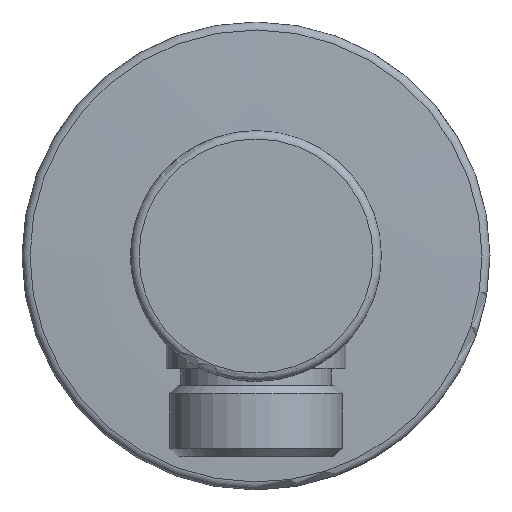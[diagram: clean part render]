
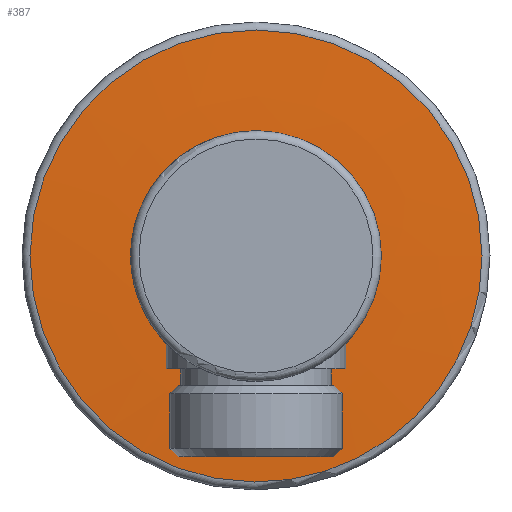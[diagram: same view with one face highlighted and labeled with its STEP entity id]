
A CAD part, front view. The second image highlights one B-rep face of the part: STEP entity #387.
In plain terms, the highlighted free-form (B-spline) face has degree [2, 2] with [3, 9] control points.
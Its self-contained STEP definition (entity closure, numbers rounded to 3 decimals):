
#29=(
BOUNDED_SURFACE()
B_SPLINE_SURFACE(2,2,((#809,#810,#811,#812,#813,#814,#815,#816,#817),(#818,
#819,#820,#821,#822,#823,#824,#825,#826),(#827,#828,#829,#830,#831,#832,
#833,#834,#835)),.UNSPECIFIED.,.F.,.T.,.F.)
B_SPLINE_SURFACE_WITH_KNOTS((3,3),(3,2,2,2,3),(1.527,1.558),
(-3.142,-1.571,0.,1.571,3.142),
 .UNSPECIFIED.)
GEOMETRIC_REPRESENTATION_ITEM()
RATIONAL_B_SPLINE_SURFACE(((1.,0.707,1.,0.707,1.,
0.707,1.,0.707,1.),(1.,0.707,
1.,0.707,1.,0.707,
1.,0.707,1.),(1.,0.707,
1.,0.707,1.,0.707,1.,0.707,1.)))
REPRESENTATION_ITEM('')
SURFACE()
);
#104=FACE_OUTER_BOUND('',#133,.T.);
#133=EDGE_LOOP('',(#337,#338,#339,#340,#341,#342));
#164=CIRCLE('',#493,27.044);
#165=CIRCLE('',#494,27.044);
#166=CIRCLE('',#495,11.312);
#167=CIRCLE('',#496,11.312);
#168=CIRCLE('',#497,500.);
#199=VERTEX_POINT('',#804);
#200=VERTEX_POINT('',#806);
#201=VERTEX_POINT('',#836);
#202=VERTEX_POINT('',#837);
#246=EDGE_CURVE('',#200,#199,#164,.T.);
#247=EDGE_CURVE('',#199,#200,#165,.T.);
#248=EDGE_CURVE('',#201,#202,#166,.T.);
#249=EDGE_CURVE('',#202,#201,#167,.T.);
#250=EDGE_CURVE('',#201,#200,#168,.T.);
#337=ORIENTED_EDGE('',*,*,#248,.T.);
#338=ORIENTED_EDGE('',*,*,#249,.T.);
#339=ORIENTED_EDGE('',*,*,#250,.T.);
#340=ORIENTED_EDGE('',*,*,#246,.T.);
#341=ORIENTED_EDGE('',*,*,#247,.T.);
#342=ORIENTED_EDGE('',*,*,#250,.F.);
#387=ADVANCED_FACE('',(#104),#29,.F.);
#493=AXIS2_PLACEMENT_3D('',#807,#628,#629);
#494=AXIS2_PLACEMENT_3D('',#808,#630,#631);
#495=AXIS2_PLACEMENT_3D('',#838,#632,#633);
#496=AXIS2_PLACEMENT_3D('',#839,#634,#635);
#497=AXIS2_PLACEMENT_3D('',#840,#636,#637);
#628=DIRECTION('center_axis',(0.,-1.,0.));
#629=DIRECTION('ref_axis',(0.,0.,1.));
#630=DIRECTION('center_axis',(0.,-1.,0.));
#631=DIRECTION('ref_axis',(0.,0.,1.));
#632=DIRECTION('center_axis',(0.,1.,0.));
#633=DIRECTION('ref_axis',(0.,0.,
-1.));
#634=DIRECTION('center_axis',(0.,1.,0.));
#635=DIRECTION('ref_axis',(0.,0.,
-1.));
#636=DIRECTION('center_axis',(0.,0.,
1.));
#637=DIRECTION('ref_axis',(1.,0.,0.));
#804=CARTESIAN_POINT('',(-1.918,29.057,-7.493));
#806=CARTESIAN_POINT('',(25.294,29.057,19.55));
#807=CARTESIAN_POINT('Origin',(-1.75,29.057,19.55));
#808=CARTESIAN_POINT('Origin',(-1.75,29.057,19.55));
#809=CARTESIAN_POINT('Ctrl Pts',(25.294,29.057,19.55));
#810=CARTESIAN_POINT('Ctrl Pts',(25.294,29.057,46.594));
#811=CARTESIAN_POINT('Ctrl Pts',(-1.75,29.057,46.594));
#812=CARTESIAN_POINT('Ctrl Pts',(-28.794,29.057,46.594));
#813=CARTESIAN_POINT('Ctrl Pts',(-28.794,29.057,19.55));
#814=CARTESIAN_POINT('Ctrl Pts',(-28.794,29.057,-7.494));
#815=CARTESIAN_POINT('Ctrl Pts',(-1.75,29.057,-7.494));
#816=CARTESIAN_POINT('Ctrl Pts',(25.294,29.057,-7.494));
#817=CARTESIAN_POINT('Ctrl Pts',(25.294,29.057,19.55));
#818=CARTESIAN_POINT('Ctrl Pts',(17.432,28.711,19.55));
#819=CARTESIAN_POINT('Ctrl Pts',(17.432,28.711,38.732));
#820=CARTESIAN_POINT('Ctrl Pts',(-1.75,28.711,38.732));
#821=CARTESIAN_POINT('Ctrl Pts',(-20.932,28.711,38.732));
#822=CARTESIAN_POINT('Ctrl Pts',(-20.932,28.711,19.55));
#823=CARTESIAN_POINT('Ctrl Pts',(-20.932,28.711,0.368));
#824=CARTESIAN_POINT('Ctrl Pts',(-1.75,28.711,0.368));
#825=CARTESIAN_POINT('Ctrl Pts',(17.432,28.711,0.368));
#826=CARTESIAN_POINT('Ctrl Pts',(17.432,28.711,19.55));
#827=CARTESIAN_POINT('Ctrl Pts',(9.562,28.613,19.55));
#828=CARTESIAN_POINT('Ctrl Pts',(9.562,28.613,30.862));
#829=CARTESIAN_POINT('Ctrl Pts',(-1.75,28.613,30.862));
#830=CARTESIAN_POINT('Ctrl Pts',(-13.062,28.613,30.862));
#831=CARTESIAN_POINT('Ctrl Pts',(-13.062,28.613,19.55));
#832=CARTESIAN_POINT('Ctrl Pts',(-13.062,28.613,8.238));
#833=CARTESIAN_POINT('Ctrl Pts',(-1.75,28.613,8.238));
#834=CARTESIAN_POINT('Ctrl Pts',(9.562,28.613,8.238));
#835=CARTESIAN_POINT('Ctrl Pts',(9.562,28.613,19.55));
#836=CARTESIAN_POINT('',(9.562,28.613,19.55));
#837=CARTESIAN_POINT('',(-1.828,28.613,30.862));
#838=CARTESIAN_POINT('Origin',(-1.75,28.613,19.55));
#839=CARTESIAN_POINT('Origin',(-1.75,28.613,19.55));
#840=CARTESIAN_POINT('Origin',(3.326,528.574,19.55));
